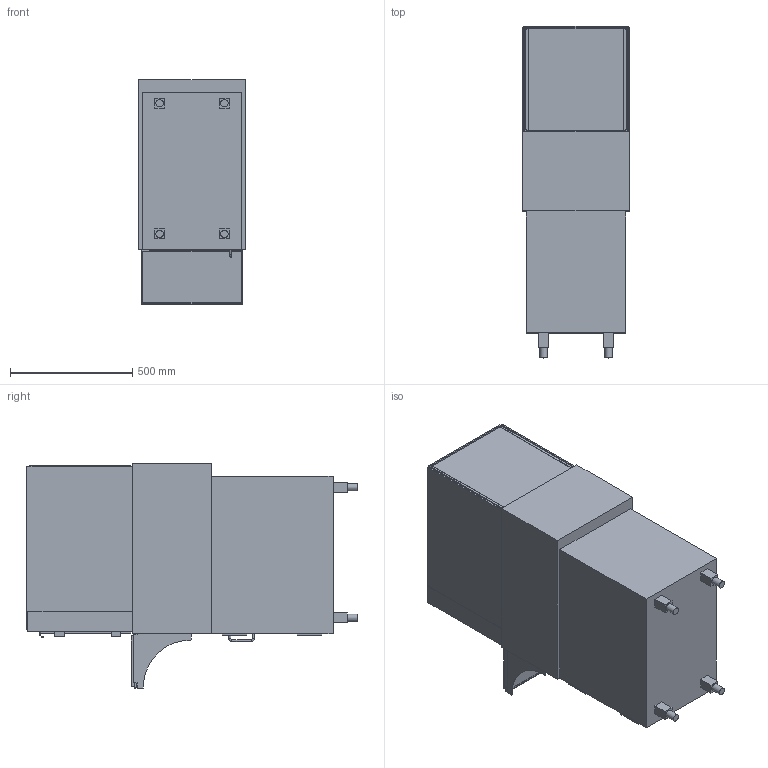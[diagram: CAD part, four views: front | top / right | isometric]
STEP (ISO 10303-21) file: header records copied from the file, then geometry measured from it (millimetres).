
FILE_DESCRIPTION (( 'STEP AP214' ), '1' );
FILE_NAME ('EU521410_Basic Plus E-44-45 PRO.STEP', '2022-05-19T14:01:04', ( '' ), ( '' ), 'SwSTEP 2.0', 'SolidWorks 2017', '' );
FILE_SCHEMA (( 'AUTOMOTIVE_DESIGN' ));
Length unit declared in the file: millimetre
Products named in the file (1): EU521410_Basic Plus E-44-45 PRO
Bounding box: 435 x 1357 x 918 mm (x, y, z)
Volume: 94888184.8 mm3; surface area: 8582465 mm2
Topology: 37 solids, 37 shells, 324 faces, 727 edges, 482 vertices
Faces by surface type: plane 283, cylinder 39, torus 2
Full cylindrical faces by diameter (mm): 8 x3, 30 x4
Entity records: 9488 total; most frequent: CARTESIAN_POINT 1531, DIRECTION 1444, ORIENTED_EDGE 1436, EDGE_CURVE 718, LINE 638, VECTOR 638, VERTEX_POINT 482, AXIS2_PLACEMENT_3D 403
